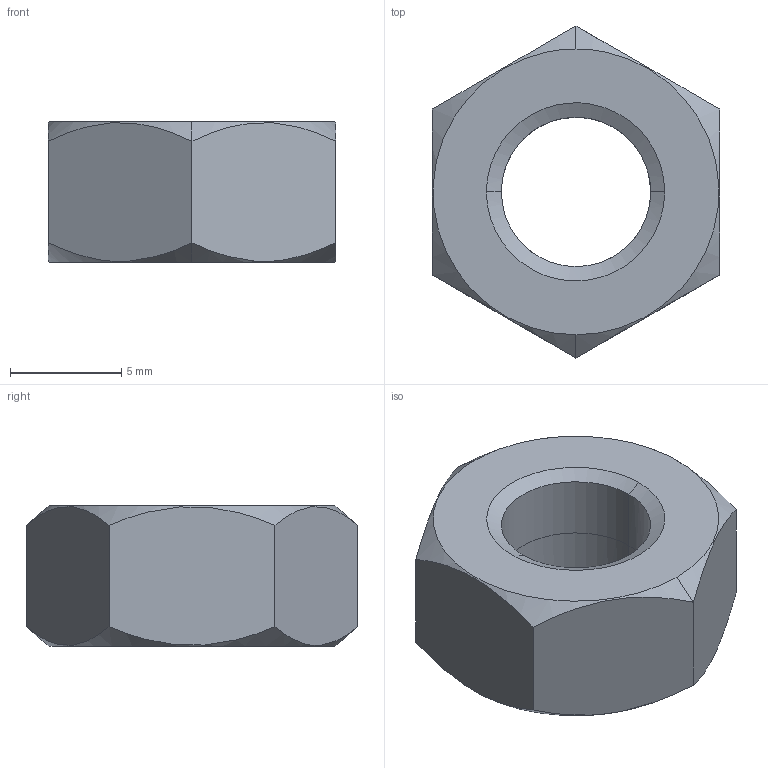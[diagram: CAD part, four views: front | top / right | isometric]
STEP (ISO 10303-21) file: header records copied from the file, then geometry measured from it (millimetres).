
FILE_DESCRIPTION(/* description */ (''),/* implementation_level */ '2;1');
FILE_NAME(/* name */ 'M8 nut',/* time_stamp */ '2014-01-12T22:02:58+01:00',/* author */ (''),/* organization */ (''),/* preprocessor_version */ 'ST-DEVELOPER v15',/* originating_system */ '',/* authorisation */ '');
FILE_SCHEMA (('AUTOMOTIVE_DESIGN_CC2'));
Length unit declared in the file: millimetre
Products named in the file (1): Document
Bounding box: 12.9 x 14.9 x 6.3 mm (x, y, z)
Volume: 672.7 mm3; surface area: 602.1 mm2
Topology: 1 solids, 1 shells, 20 faces, 44 edges, 26 vertices
Faces by surface type: bspline 20
Entity records: 1598 total; most frequent: CARTESIAN_POINT 1000, B_SPLINE_CURVE_WITH_KNOTS 110, ORIENTED_EDGE 88, PCURVE 88, DEFINITIONAL_REPRESENTATION 88, SURFACE_CURVE 44, EDGE_CURVE 44, VERTEX_POINT 26
